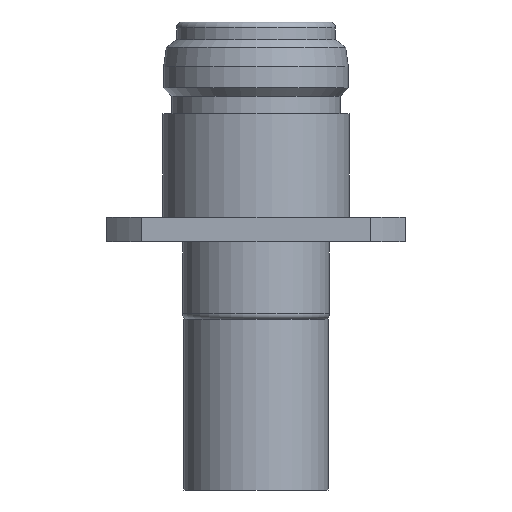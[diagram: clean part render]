
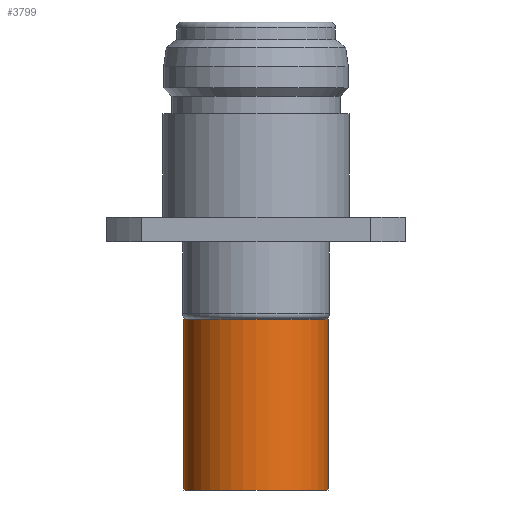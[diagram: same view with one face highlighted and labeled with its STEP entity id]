
A CAD part, front view. The second image highlights one B-rep face of the part: STEP entity #3799.
In plain terms, the highlighted cylindrical face has radius 6.125 mm (diameter 12.25 mm), a partial arc.
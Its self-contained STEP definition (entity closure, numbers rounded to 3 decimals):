
#32 = LINE ( 'NONE', #2295, #3558 ) ;
#226 = LINE ( 'NONE', #1685, #1933 ) ;
#380 = VERTEX_POINT ( 'NONE', #3505 ) ;
#1093 = EDGE_CURVE ( 'NONE', #380, #3088, #32, .T. ) ;
#1244 = EDGE_LOOP ( 'NONE', ( #2980, #2187, #1526, #1930 ) ) ;
#1365 = AXIS2_PLACEMENT_3D ( 'NONE', #1694, #2688, #3052 ) ;
#1526 = ORIENTED_EDGE ( 'NONE', *, *, #2627, .T. ) ;
#1568 = EDGE_CURVE ( 'NONE', #380, #2088, #3809, .T. ) ;
#1685 = CARTESIAN_POINT ( 'NONE',  ( 6.125, 0., -24.882 ) ) ;
#1694 = CARTESIAN_POINT ( 'NONE',  ( 0., 0., -24.882 ) ) ;
#1889 = CIRCLE ( 'NONE', #4254, 6.125 ) ;
#1930 = ORIENTED_EDGE ( 'NONE', *, *, #3710, .F. ) ;
#1933 = VECTOR ( 'NONE', #3398, 1000. ) ;
#1966 = DIRECTION ( 'NONE',  ( 0., 0., 1. ) ) ;
#1994 = CARTESIAN_POINT ( 'NONE',  ( -6.125, 0., -25.3 ) ) ;
#2088 = VERTEX_POINT ( 'NONE', #2426 ) ;
#2187 = ORIENTED_EDGE ( 'NONE', *, *, #1568, .T. ) ;
#2295 = CARTESIAN_POINT ( 'NONE',  ( -6.125, 0., -24.882 ) ) ;
#2397 = FACE_OUTER_BOUND ( 'NONE', #1244, .T. ) ;
#2426 = CARTESIAN_POINT ( 'NONE',  ( 6.125, 0., -39.8 ) ) ;
#2627 = EDGE_CURVE ( 'NONE', #2088, #3683, #226, .T. ) ;
#2688 = DIRECTION ( 'NONE',  ( 0., 0., 1. ) ) ;
#2980 = ORIENTED_EDGE ( 'NONE', *, *, #1093, .F. ) ;
#3052 = DIRECTION ( 'NONE',  ( 1., 0., 0. ) ) ;
#3083 = DIRECTION ( 'NONE',  ( 0., 0., 1. ) ) ;
#3088 = VERTEX_POINT ( 'NONE', #1994 ) ;
#3100 = CARTESIAN_POINT ( 'NONE',  ( 0., 0., -39.8 ) ) ;
#3369 = DIRECTION ( 'NONE',  ( 1., 0., 0. ) ) ;
#3398 = DIRECTION ( 'NONE',  ( 0., 0., 1. ) ) ;
#3472 = AXIS2_PLACEMENT_3D ( 'NONE', #3100, #3083, #3369 ) ;
#3505 = CARTESIAN_POINT ( 'NONE',  ( -6.125, 0., -39.8 ) ) ;
#3558 = VECTOR ( 'NONE', #3699, 1000. ) ;
#3648 = CARTESIAN_POINT ( 'NONE',  ( 6.125, 0., -25.3 ) ) ;
#3683 = VERTEX_POINT ( 'NONE', #3648 ) ;
#3699 = DIRECTION ( 'NONE',  ( 0., 0., 1. ) ) ;
#3710 = EDGE_CURVE ( 'NONE', #3088, #3683, #1889, .T. ) ;
#3799 = ADVANCED_FACE ( 'NONE', ( #2397 ), #4297, .T. ) ;
#3809 = CIRCLE ( 'NONE', #3472, 6.125 ) ;
#3994 = CARTESIAN_POINT ( 'NONE',  ( 0., 0., -25.3 ) ) ;
#4254 = AXIS2_PLACEMENT_3D ( 'NONE', #3994, #1966, #4335 ) ;
#4297 = CYLINDRICAL_SURFACE ( 'NONE', #1365, 6.125 ) ;
#4335 = DIRECTION ( 'NONE',  ( 1., 0., 0. ) ) ;
